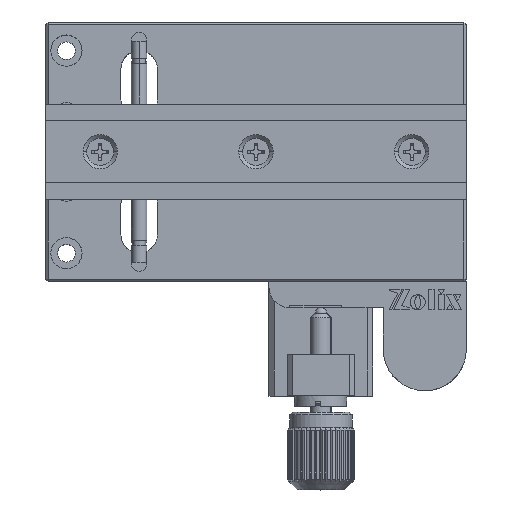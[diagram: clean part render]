
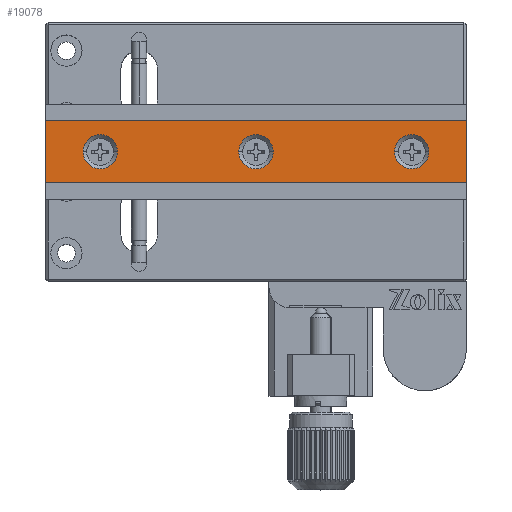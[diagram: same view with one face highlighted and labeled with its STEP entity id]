
A CAD part, top view. The second image highlights one B-rep face of the part: STEP entity #19078.
In plain terms, the highlighted planar face has unit normal (0, 0, 1).
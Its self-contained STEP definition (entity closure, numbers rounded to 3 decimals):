
#2250 = CARTESIAN_POINT ( 'NONE',  ( 37.257, -6.435, 19.504 ) ) ;
#2283 = AXIS2_PLACEMENT_3D ( 'NONE', #30015, #35823, #16231 ) ;
#2420 = CARTESIAN_POINT ( 'NONE',  ( 47.757, -0.435, 19.504 ) ) ;
#2500 = ORIENTED_EDGE ( 'NONE', *, *, #20773, .F. ) ;
#3060 = FACE_OUTER_BOUND ( 'NONE', #33016, .T. ) ;
#3473 = CARTESIAN_POINT ( 'NONE',  ( -22.743, -6.435, 19.504 ) ) ;
#3592 = DIRECTION ( 'NONE',  ( 0., 0., 1. ) ) ;
#3658 = CIRCLE ( 'NONE', #25304, 3.3 ) ;
#3758 = LINE ( 'NONE', #21416, #32346 ) ;
#3839 = VERTEX_POINT ( 'NONE', #18871 ) ;
#4476 = VERTEX_POINT ( 'NONE', #32966 ) ;
#5458 = DIRECTION ( 'NONE',  ( 0., 0., 1. ) ) ;
#6222 = CARTESIAN_POINT ( 'NONE',  ( 47.757, -12.435, 19.504 ) ) ;
#6307 = CARTESIAN_POINT ( 'NONE',  ( 40.557, -6.435, 19.504 ) ) ;
#6454 = EDGE_CURVE ( 'NONE', #21186, #4476, #35133, .T. ) ;
#6855 = EDGE_CURVE ( 'NONE', #19364, #25657, #3758, .T. ) ;
#8445 = EDGE_CURVE ( 'NONE', #31591, #32619, #3658, .T. ) ;
#8619 = ORIENTED_EDGE ( 'NONE', *, *, #6454, .F. ) ;
#9698 = DIRECTION ( 'NONE',  ( -1., 0., 0. ) ) ;
#11856 = EDGE_LOOP ( 'NONE', ( #27535, #13205 ) ) ;
#11974 = VERTEX_POINT ( 'NONE', #6307 ) ;
#12148 = FACE_BOUND ( 'NONE', #12982, .T. ) ;
#12296 = CARTESIAN_POINT ( 'NONE',  ( -33.243, -0.435, 19.504 ) ) ;
#12742 = VERTEX_POINT ( 'NONE', #17689 ) ;
#12935 = CIRCLE ( 'NONE', #19489, 3.3 ) ;
#12982 = EDGE_LOOP ( 'NONE', ( #21442, #2500 ) ) ;
#12987 = VERTEX_POINT ( 'NONE', #2420 ) ;
#13196 = VECTOR ( 'NONE', #32956, 1000. ) ;
#13205 = ORIENTED_EDGE ( 'NONE', *, *, #8445, .F. ) ;
#14169 = VECTOR ( 'NONE', #34908, 1000. ) ;
#14686 = EDGE_CURVE ( 'NONE', #3839, #12987, #34118, .T. ) ;
#14792 = AXIS2_PLACEMENT_3D ( 'NONE', #31152, #28618, #28256 ) ;
#14854 = DIRECTION ( 'NONE',  ( -1., 0., 0. ) ) ;
#15267 = CARTESIAN_POINT ( 'NONE',  ( 37.257, -6.435, 19.504 ) ) ;
#16231 = DIRECTION ( 'NONE',  ( 0., -1., 0. ) ) ;
#16719 = ORIENTED_EDGE ( 'NONE', *, *, #6855, .T. ) ;
#16846 = CARTESIAN_POINT ( 'NONE',  ( -22.743, -6.435, 19.504 ) ) ;
#17356 = ORIENTED_EDGE ( 'NONE', *, *, #33495, .T. ) ;
#17509 = EDGE_CURVE ( 'NONE', #4476, #21186, #21779, .T. ) ;
#17689 = CARTESIAN_POINT ( 'NONE',  ( 33.957, -6.435, 19.504 ) ) ;
#18096 = CARTESIAN_POINT ( 'NONE',  ( 3.957, -6.435, 19.504 ) ) ;
#18236 = DIRECTION ( 'NONE',  ( 1., 0., 0. ) ) ;
#18861 = DIRECTION ( 'NONE',  ( 0., 0., 1. ) ) ;
#18871 = CARTESIAN_POINT ( 'NONE',  ( -33.243, -0.435, 19.504 ) ) ;
#19078 = ADVANCED_FACE ( 'NONE', ( #32961, #12148, #26029, #3060 ), #19145, .F. ) ;
#19145 = PLANE ( 'NONE',  #2283 ) ;
#19279 = ORIENTED_EDGE ( 'NONE', *, *, #14686, .F. ) ;
#19364 = VERTEX_POINT ( 'NONE', #34418 ) ;
#19489 = AXIS2_PLACEMENT_3D ( 'NONE', #2250, #18861, #32503 ) ;
#19564 = EDGE_LOOP ( 'NONE', ( #8619, #29019 ) ) ;
#19705 = AXIS2_PLACEMENT_3D ( 'NONE', #16846, #27864, #27746 ) ;
#20773 = EDGE_CURVE ( 'NONE', #11974, #12742, #12935, .T. ) ;
#21186 = VERTEX_POINT ( 'NONE', #18096 ) ;
#21416 = CARTESIAN_POINT ( 'NONE',  ( -33.243, -12.435, 19.504 ) ) ;
#21442 = ORIENTED_EDGE ( 'NONE', *, *, #32242, .F. ) ;
#21779 = CIRCLE ( 'NONE', #30552, 3.3 ) ;
#24243 = EDGE_CURVE ( 'NONE', #19364, #3839, #26287, .T. ) ;
#24777 = EDGE_CURVE ( 'NONE', #32619, #31591, #30998, .T. ) ;
#25304 = AXIS2_PLACEMENT_3D ( 'NONE', #3473, #3592, #14854 ) ;
#25324 = LINE ( 'NONE', #30425, #13196 ) ;
#25657 = VERTEX_POINT ( 'NONE', #6222 ) ;
#26029 = FACE_BOUND ( 'NONE', #11856, .T. ) ;
#26227 = CARTESIAN_POINT ( 'NONE',  ( -19.443, -6.435, 19.504 ) ) ;
#26287 = LINE ( 'NONE', #28994, #14169 ) ;
#27535 = ORIENTED_EDGE ( 'NONE', *, *, #24777, .F. ) ;
#27746 = DIRECTION ( 'NONE',  ( -1., 0., 0. ) ) ;
#27864 = DIRECTION ( 'NONE',  ( 0., 0., 1. ) ) ;
#28228 = ORIENTED_EDGE ( 'NONE', *, *, #24243, .F. ) ;
#28256 = DIRECTION ( 'NONE',  ( -1., 0., 0. ) ) ;
#28618 = DIRECTION ( 'NONE',  ( 0., 0., 1. ) ) ;
#28994 = CARTESIAN_POINT ( 'NONE',  ( -33.243, -0.435, 19.504 ) ) ;
#29019 = ORIENTED_EDGE ( 'NONE', *, *, #17509, .F. ) ;
#29724 = CIRCLE ( 'NONE', #31821, 3.3 ) ;
#30015 = CARTESIAN_POINT ( 'NONE',  ( -33.243, -0.435, 19.504 ) ) ;
#30425 = CARTESIAN_POINT ( 'NONE',  ( 47.757, -0.435, 19.504 ) ) ;
#30519 = DIRECTION ( 'NONE',  ( -1., 0., 0. ) ) ;
#30552 = AXIS2_PLACEMENT_3D ( 'NONE', #35577, #5458, #30519 ) ;
#30998 = CIRCLE ( 'NONE', #19705, 3.3 ) ;
#31152 = CARTESIAN_POINT ( 'NONE',  ( 7.257, -6.435, 19.504 ) ) ;
#31591 = VERTEX_POINT ( 'NONE', #26227 ) ;
#31617 = DIRECTION ( 'NONE',  ( 0., 0., 1. ) ) ;
#31821 = AXIS2_PLACEMENT_3D ( 'NONE', #15267, #31617, #9698 ) ;
#32242 = EDGE_CURVE ( 'NONE', #12742, #11974, #29724, .T. ) ;
#32346 = VECTOR ( 'NONE', #32406, 1000. ) ;
#32406 = DIRECTION ( 'NONE',  ( 1., 0., 0. ) ) ;
#32503 = DIRECTION ( 'NONE',  ( -1., 0., 0. ) ) ;
#32619 = VERTEX_POINT ( 'NONE', #35455 ) ;
#32956 = DIRECTION ( 'NONE',  ( 0., 1., 0. ) ) ;
#32961 = FACE_BOUND ( 'NONE', #19564, .T. ) ;
#32966 = CARTESIAN_POINT ( 'NONE',  ( 10.557, -6.435, 19.504 ) ) ;
#33016 = EDGE_LOOP ( 'NONE', ( #17356, #19279, #28228, #16719 ) ) ;
#33495 = EDGE_CURVE ( 'NONE', #25657, #12987, #25324, .T. ) ;
#34118 = LINE ( 'NONE', #12296, #34535 ) ;
#34418 = CARTESIAN_POINT ( 'NONE',  ( -33.243, -12.435, 19.504 ) ) ;
#34535 = VECTOR ( 'NONE', #18236, 1000. ) ;
#34908 = DIRECTION ( 'NONE',  ( 0., 1., 0. ) ) ;
#35133 = CIRCLE ( 'NONE', #14792, 3.3 ) ;
#35455 = CARTESIAN_POINT ( 'NONE',  ( -26.043, -6.435, 19.504 ) ) ;
#35577 = CARTESIAN_POINT ( 'NONE',  ( 7.257, -6.435, 19.504 ) ) ;
#35823 = DIRECTION ( 'NONE',  ( 0., 0., -1. ) ) ;
